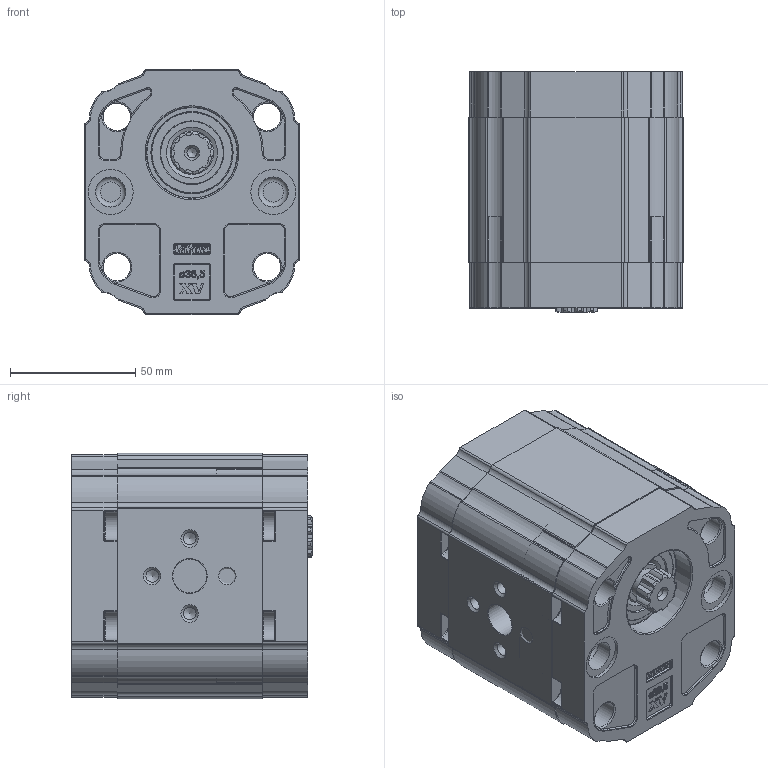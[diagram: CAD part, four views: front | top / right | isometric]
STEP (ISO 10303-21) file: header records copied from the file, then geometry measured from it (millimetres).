
FILE_DESCRIPTION( ( 'Unknown' ), '1' );
FILE_NAME( 'X2I4772POOD.stp', 'Unknown', ( 'Unknown' ), ( 'Unknown' ), 'PSStep 14.0', 'Unknown', ' ' );
FILE_SCHEMA( ( 'AUTOMOTIVE_DESIGN { 1 0 10303 214 1 1 1 1 }' ) );
Length unit declared in the file: millimetre
Products named in the file (5): Assem1; X2I72; 2P; X2OOH58; XI202-D
Bounding box: 86 x 96.2 x 98 mm (x, y, z)
Surface area: 198428.9 mm2
Topology: 8 solids, 10 shells, 2220 faces, 5870 edges, 3788 vertices
Faces by surface type: cylinder 788, plane 742, extrusion 316, torus 208, cone 102, bspline 64
Full cylindrical faces by diameter (mm): 4 x4, 4.917 x8, 5 x8, 11 x16, 11.5 x8, 12 x8, 12.5 x4, 13.5 x4, 17.42 x2, 18 x8, 23 x2, 25 x4, 32.5 x4, 36.5 x4
Entity records: 46420 total; most frequent: CARTESIAN_POINT 10707, ORIENTED_EDGE 5584, DIRECTION 5360, EDGE_CURVE 2792, AXIS2_PLACEMENT_3D 1909, VERTEX_POINT 1852, VECTOR 1542, LINE 1384
